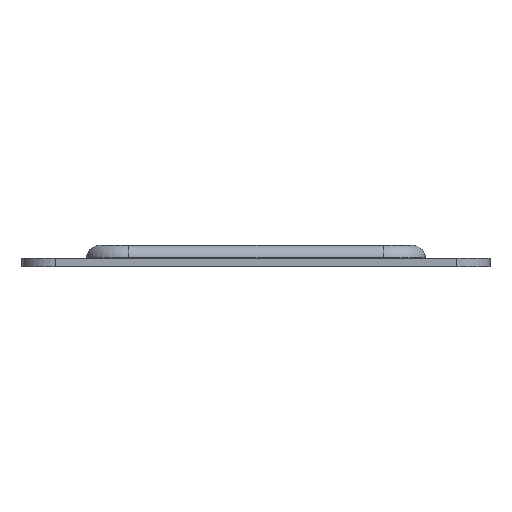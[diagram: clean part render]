
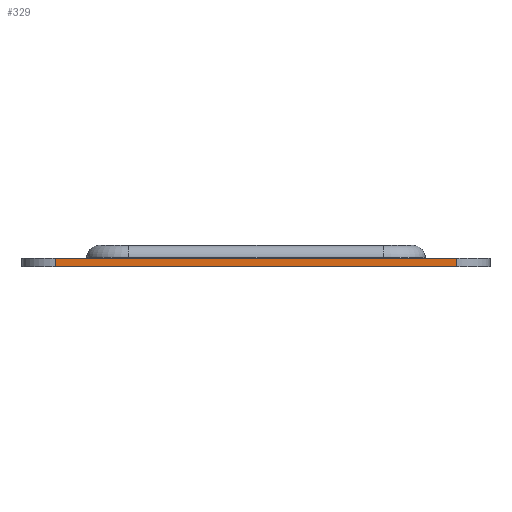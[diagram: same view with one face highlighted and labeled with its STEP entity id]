
A CAD part, left-side view. The second image highlights one B-rep face of the part: STEP entity #329.
In plain terms, the highlighted planar face has unit normal (-1, 0, 0).
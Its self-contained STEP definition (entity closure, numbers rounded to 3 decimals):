
#306=PLANE('',#1321);
#329=ADVANCED_FACE('',(#428),#306,.F.);
#428=FACE_OUTER_BOUND('',#468,.T.);
#468=EDGE_LOOP('',(#737,#738,#739,#740));
#582=LINE('',#1791,#646);
#594=LINE('',#1825,#658);
#595=LINE('',#1829,#659);
#596=LINE('',#1830,#660);
#646=VECTOR('',#1450,1.);
#658=VECTOR('',#1484,1.);
#659=VECTOR('',#1489,1.);
#660=VECTOR('',#1490,1.);
#737=ORIENTED_EDGE('',*,*,#1111,.T.);
#738=ORIENTED_EDGE('',*,*,#1092,.F.);
#739=ORIENTED_EDGE('',*,*,#1112,.F.);
#740=ORIENTED_EDGE('',*,*,#1109,.T.);
#989=VERTEX_POINT('',#1785);
#992=VERTEX_POINT('',#1790);
#1003=VERTEX_POINT('',#1824);
#1004=VERTEX_POINT('',#1826);
#1092=EDGE_CURVE('',#992,#989,#582,.T.);
#1109=EDGE_CURVE('',#1004,#1003,#594,.T.);
#1111=EDGE_CURVE('',#1003,#989,#595,.T.);
#1112=EDGE_CURVE('',#1004,#992,#596,.T.);
#1321=AXIS2_PLACEMENT_3D('',#1831,#1491,#1492);
#1450=DIRECTION('',(0.,0.,1.));
#1484=DIRECTION('',(0.,0.,1.));
#1489=DIRECTION('',(0.,1.,0.));
#1490=DIRECTION('',(0.,1.,0.));
#1491=DIRECTION('',(1.,0.,0.));
#1492=DIRECTION('',(0.,0.,1.));
#1785=CARTESIAN_POINT('',(-166.,48.,0.));
#1790=CARTESIAN_POINT('',(-166.,48.,-2.));
#1791=CARTESIAN_POINT('',(-166.,48.,-2.));
#1824=CARTESIAN_POINT('',(-166.,-48.,0.));
#1825=CARTESIAN_POINT('',(-166.,-48.,-2.));
#1826=CARTESIAN_POINT('',(-166.,-48.,-2.));
#1829=CARTESIAN_POINT('',(-166.,-48.,0.));
#1830=CARTESIAN_POINT('',(-166.,-48.,-2.));
#1831=CARTESIAN_POINT('',(-166.,-48.,-2.));
